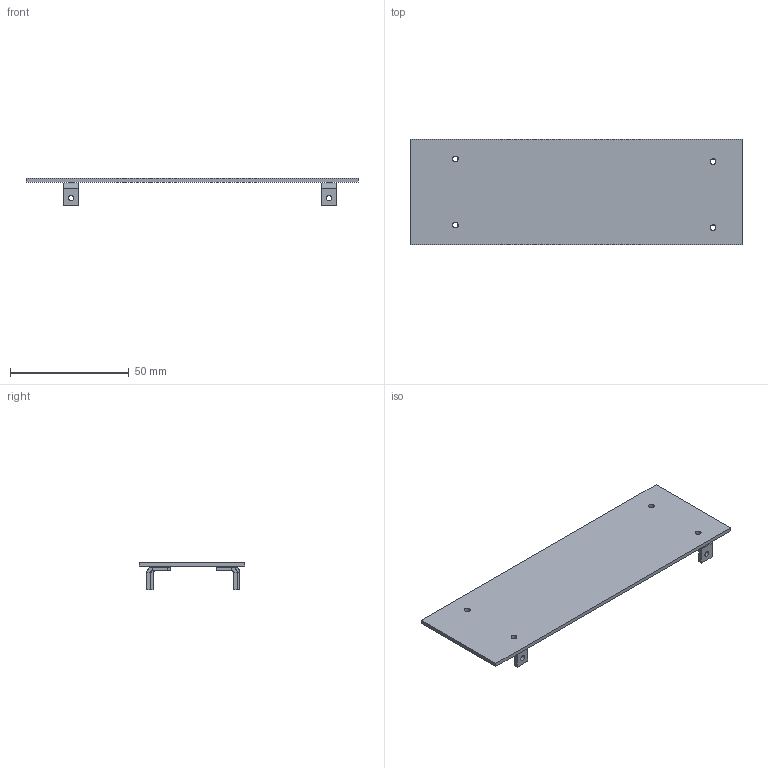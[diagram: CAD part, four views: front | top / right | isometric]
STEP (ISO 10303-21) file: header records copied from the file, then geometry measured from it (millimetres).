
FILE_DESCRIPTION(('FreeCAD Model'),'2;1');
FILE_NAME('Open CASCADE Shape Model','2022-01-26T08:58:30',(''),(''), 'Open CASCADE STEP processor 7.5','FreeCAD','Unknown');
FILE_SCHEMA(('AUTOMOTIVE_DESIGN { 1 0 10303 214 1 1 1 1 }'));
Length unit declared in the file: millimetre
Products named in the file (6): front_panel; Board_Geoms_76c7; Pcb_76c7; Step_Models_76c7; Top_76c7; H3_Bracket 4-40 621_9e0d8cd628db
Assembly tree (8 placements, depth 4):
  front_panel
    Board_Geoms_76c7
      Pcb_76c7
    Step_Models_76c7
      Top_76c7
        H3_Bracket 4-40 621_9e0d8cd628db  x4
Bounding box: 139.7 x 44.45 x 11.53 mm (x, y, z)
Volume: 10494.6 mm3; surface area: 14139.6 mm2
Topology: 5 solids, 5 shells, 82 faces, 184 edges, 112 vertices
Faces by surface type: plane 54, cylinder 28
Full cylindrical faces by diameter (mm): 2.45 x4
Entity records: 953 total; most frequent: DIRECTION 158, CARTESIAN_POINT 141, ORIENTED_EDGE 128, EDGE_CURVE 64, AXIS2_PLACEMENT_3D 57, LINE 44, VECTOR 44, FACE_BOUND 40
